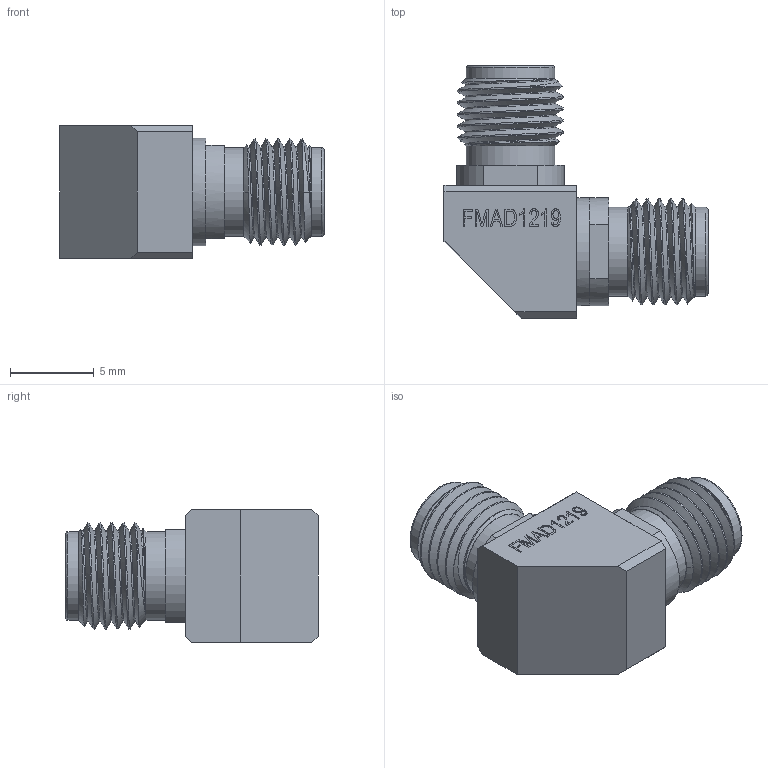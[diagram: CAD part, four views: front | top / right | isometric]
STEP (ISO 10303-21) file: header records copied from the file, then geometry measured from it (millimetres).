
FILE_DESCRIPTION (( 'STEP AP203' ), '1' );
FILE_NAME ('FMAD1219_3D.step', '2022-01-13T19:24:31', ( '' ), ( '' ), 'SwSTEP 2.0', 'SolidWorks 2021', '' );
FILE_SCHEMA (( 'CONFIG_CONTROL_DESIGN' ));
Length unit declared in the file: inch
Products named in the file (1): FMAD1219_3D
Bounding box: 15.8 x 15.1 x 7.95 mm (x, y, z)
Volume: 719.2 mm3; surface area: 846 mm2
Topology: 1 solids, 1 shells, 210 faces, 545 edges, 362 vertices
Faces by surface type: plane 133, bspline 42, cylinder 19, cone 16
Full cylindrical faces by diameter (mm): 0.914 x2, 1.168 x2, 2.92 x2, 4.572 x2, 5.3 x4, 6.44 x1
Entity records: 10139 total; most frequent: CARTESIAN_POINT 5305, ORIENTED_EDGE 1042, DIRECTION 832, EDGE_CURVE 521, VERTEX_POINT 355, LINE 320, VECTOR 320, AXIS2_PLACEMENT_3D 256
